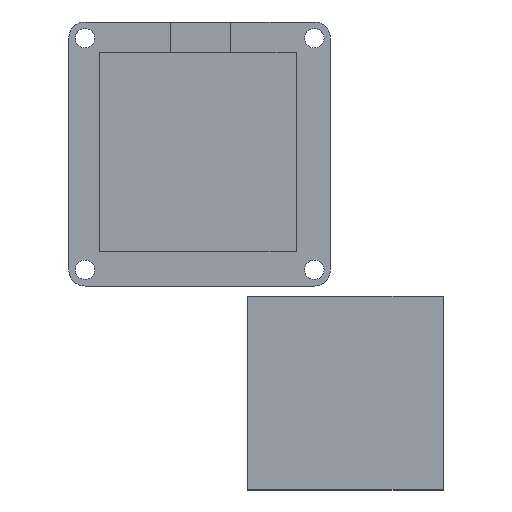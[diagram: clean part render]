
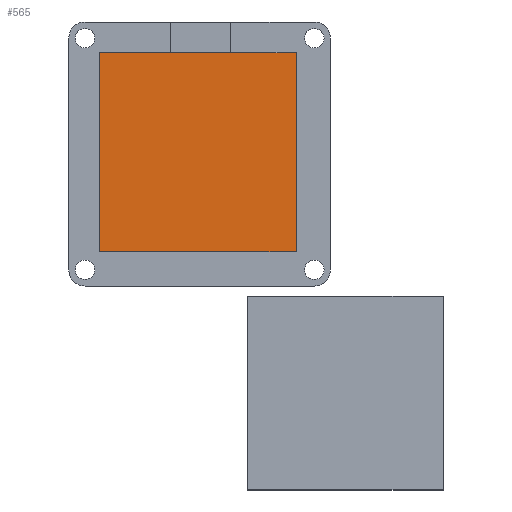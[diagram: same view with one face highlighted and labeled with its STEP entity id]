
A CAD part, top view. The second image highlights one B-rep face of the part: STEP entity #565.
In plain terms, the highlighted planar face has unit normal (0, 0, 1).
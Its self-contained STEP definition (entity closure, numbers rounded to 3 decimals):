
#45=PLANE('',#627);
#75=FACE_OUTER_BOUND('',#109,.T.);
#109=EDGE_LOOP('',(#493,#494,#495,#496,#497,#498));
#146=LINE('',#873,#206);
#155=LINE('',#889,#215);
#156=LINE('',#892,#216);
#158=LINE('',#896,#218);
#160=LINE('',#900,#220);
#162=LINE('',#903,#222);
#206=VECTOR('',#705,10.);
#215=VECTOR('',#722,10.);
#216=VECTOR('',#725,10.);
#218=VECTOR('',#729,10.);
#220=VECTOR('',#733,10.);
#222=VECTOR('',#737,10.);
#287=VERTEX_POINT('',#871);
#288=VERTEX_POINT('',#872);
#291=VERTEX_POINT('',#887);
#292=VERTEX_POINT('',#891);
#293=VERTEX_POINT('',#895);
#294=VERTEX_POINT('',#899);
#344=EDGE_CURVE('',#287,#288,#146,.T.);
#353=EDGE_CURVE('',#288,#291,#155,.T.);
#354=EDGE_CURVE('',#292,#287,#156,.T.);
#356=EDGE_CURVE('',#293,#292,#158,.T.);
#358=EDGE_CURVE('',#291,#294,#160,.T.);
#360=EDGE_CURVE('',#294,#293,#162,.T.);
#493=ORIENTED_EDGE('',*,*,#356,.T.);
#494=ORIENTED_EDGE('',*,*,#354,.T.);
#495=ORIENTED_EDGE('',*,*,#344,.T.);
#496=ORIENTED_EDGE('',*,*,#353,.T.);
#497=ORIENTED_EDGE('',*,*,#358,.T.);
#498=ORIENTED_EDGE('',*,*,#360,.T.);
#565=ADVANCED_FACE('',(#75),#45,.T.);
#627=AXIS2_PLACEMENT_3D('',#924,#764,#765);
#705=DIRECTION('',(-1.,0.,0.));
#722=DIRECTION('',(-1.,0.,0.));
#725=DIRECTION('',(-1.,0.,0.));
#729=DIRECTION('',(0.,1.,0.));
#733=DIRECTION('',(0.,-1.,0.));
#737=DIRECTION('',(1.,0.,0.));
#764=DIRECTION('center_axis',(0.,0.,1.));
#765=DIRECTION('ref_axis',(1.,0.,0.));
#871=CARTESIAN_POINT('',(4.875,50.,3.));
#872=CARTESIAN_POINT('',(-13.63,50.,3.));
#873=CARTESIAN_POINT('',(25.,50.,3.));
#887=CARTESIAN_POINT('',(-35.6,50.,3.));
#889=CARTESIAN_POINT('',(25.,50.,3.));
#891=CARTESIAN_POINT('',(25.,50.,3.));
#892=CARTESIAN_POINT('',(25.,50.,3.));
#895=CARTESIAN_POINT('',(25.,-11.3,3.));
#896=CARTESIAN_POINT('',(25.,-11.3,3.));
#899=CARTESIAN_POINT('',(-35.6,-11.3,3.));
#900=CARTESIAN_POINT('',(-35.6,50.,3.));
#903=CARTESIAN_POINT('',(-35.6,-11.3,3.));
#924=CARTESIAN_POINT('Origin',(-5.3,19.35,3.));
